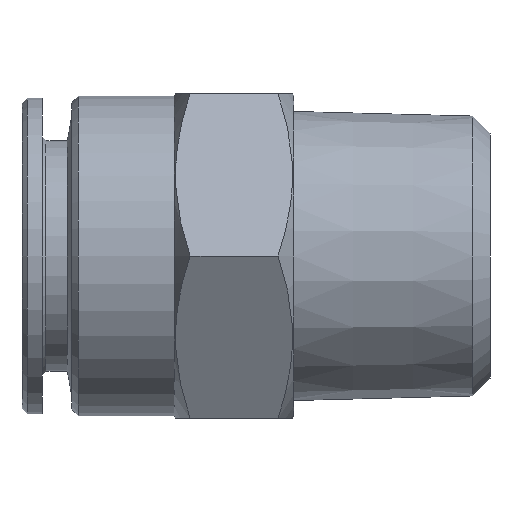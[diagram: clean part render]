
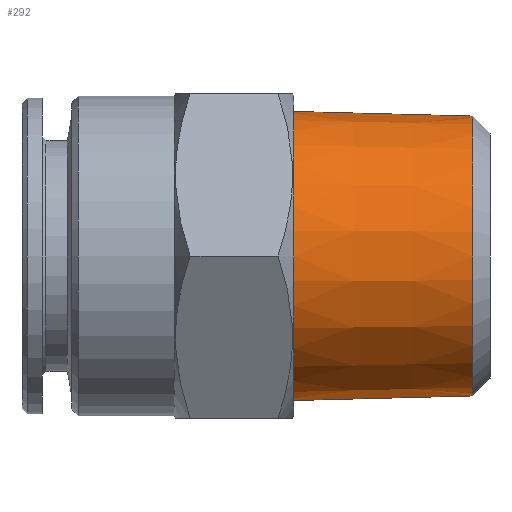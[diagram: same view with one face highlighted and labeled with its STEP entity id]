
A CAD part, left-side view. The second image highlights one B-rep face of the part: STEP entity #292.
In plain terms, the highlighted conical face has half-angle 1.47 degrees and reference radius 8.462 mm.
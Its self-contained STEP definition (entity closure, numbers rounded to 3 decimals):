
#25 = VERTEX_POINT ( 'NONE', #413 ) ;
#29 = VERTEX_POINT ( 'NONE', #445 ) ;
#31 = EDGE_CURVE ( 'NONE', #25, #57, #444, .T. ) ;
#57 = VERTEX_POINT ( 'NONE', #477 ) ;
#60 = VERTEX_POINT ( 'NONE', #684 ) ;
#62 = EDGE_CURVE ( 'NONE', #29, #60, #544, .T. ) ;
#117 = EDGE_CURVE ( 'NONE', #29, #25, #722, .T. ) ;
#118 = EDGE_LOOP ( 'NONE', ( #287, #121, #122, #523 ) ) ;
#121 = ORIENTED_EDGE ( 'NONE', *, *, #117, .F. ) ;
#122 = ORIENTED_EDGE ( 'NONE', *, *, #62, .T. ) ;
#287 = ORIENTED_EDGE ( 'NONE', *, *, #31, .F. ) ;
#292 = ADVANCED_FACE ( 'NONE', ( #993 ), #992, .T. ) ;
#413 = CARTESIAN_POINT ( 'NONE',  ( 0., 1., -8.192 ) ) ;
#442 = VECTOR ( 'NONE', #474, 1000. ) ;
#443 = CARTESIAN_POINT ( 'NONE',  ( 0., 11.5, -8.462 ) ) ;
#444 = LINE ( 'NONE', #443, #442 ) ;
#445 = CARTESIAN_POINT ( 'NONE',  ( 0., 1., 8.192 ) ) ;
#451 = EDGE_CURVE ( 'NONE', #60, #57, #1209, .T. ) ;
#474 = DIRECTION ( 'NONE',  ( 0., 1., -0.026 ) ) ;
#477 = CARTESIAN_POINT ( 'NONE',  ( 0., 11.5, -8.462 ) ) ;
#523 = ORIENTED_EDGE ( 'NONE', *, *, #451, .T. ) ;
#541 = DIRECTION ( 'NONE',  ( 0., 1., 0.026 ) ) ;
#542 = VECTOR ( 'NONE', #541, 1000. ) ;
#543 = CARTESIAN_POINT ( 'NONE',  ( 0., 11.5, 8.462 ) ) ;
#544 = LINE ( 'NONE', #543, #542 ) ;
#684 = CARTESIAN_POINT ( 'NONE',  ( 0., 11.5, 8.462 ) ) ;
#714 = DIRECTION ( 'NONE',  ( 0., 0., -1. ) ) ;
#715 = DIRECTION ( 'NONE',  ( 0., -1., 0. ) ) ;
#716 = CARTESIAN_POINT ( 'NONE',  ( 0., 1., 0. ) ) ;
#717 = AXIS2_PLACEMENT_3D ( 'NONE', #716, #715, #714 ) ;
#722 = CIRCLE ( 'NONE', #717, 8.192 ) ;
#992 = CONICAL_SURFACE ( 'NONE', #1090, 8.462, 0.026 ) ;
#993 = FACE_OUTER_BOUND ( 'NONE', #118, .T. ) ;
#1059 = DIRECTION ( 'NONE',  ( 0., 0., 1. ) ) ;
#1060 = DIRECTION ( 'NONE',  ( 0., 1., 0. ) ) ;
#1089 = CARTESIAN_POINT ( 'NONE',  ( 0., 11.5, 0. ) ) ;
#1090 = AXIS2_PLACEMENT_3D ( 'NONE', #1089, #1060, #1059 ) ;
#1206 = DIRECTION ( 'NONE',  ( 0., 0., -1. ) ) ;
#1207 = DIRECTION ( 'NONE',  ( 0., -1., 0. ) ) ;
#1208 = AXIS2_PLACEMENT_3D ( 'NONE', #1215, #1207, #1206 ) ;
#1209 = CIRCLE ( 'NONE', #1208, 8.462 ) ;
#1215 = CARTESIAN_POINT ( 'NONE',  ( 0., 11.5, 0. ) ) ;
